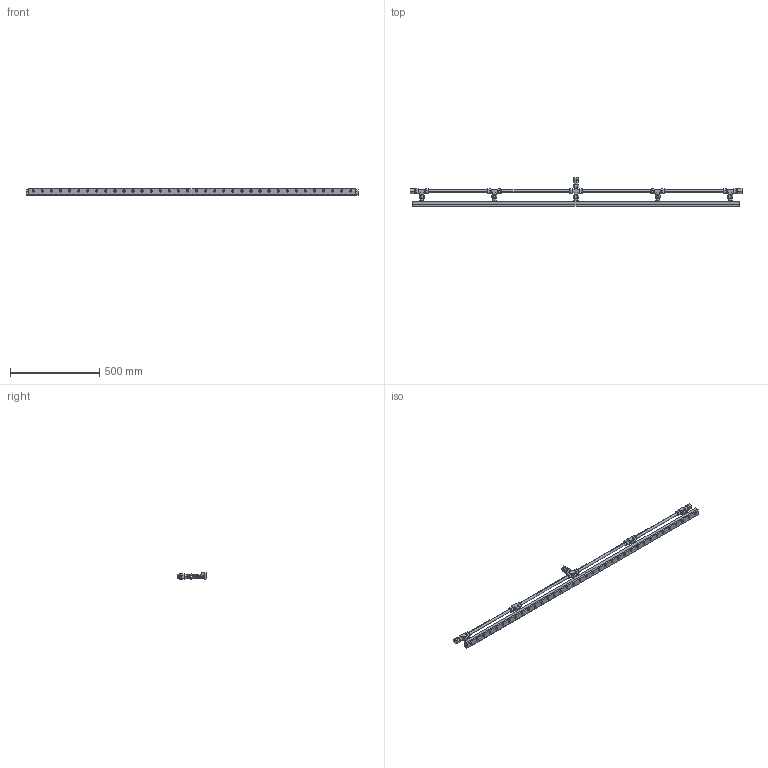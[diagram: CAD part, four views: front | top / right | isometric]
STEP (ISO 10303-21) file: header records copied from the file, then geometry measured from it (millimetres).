
FILE_DESCRIPTION(('STEP AP203'),'1');
FILE_NAME('110272ss-316pki.stp','2024-09-24T10:37:29',('TraceParts'),('TraceParts S.A.'),'Spatial InterOp 3D',' ',' ');
FILE_SCHEMA(('CONFIG_CONTROL_DESIGN'));
Length unit declared in the file: millimetre
Products named in the file (1): 1
Bounding box: 1859.28 x 158.41 x 39.02 mm (x, y, z)
Volume: 1963259.1 mm3; surface area: 670281.9 mm2
Topology: 56 solids, 56 shells, 1851 faces, 4558 edges, 2955 vertices
Faces by surface type: plane 901, cylinder 652, cone 154, torus 144
Entity records: 55163 total; most frequent: DIRECTION 10051, CARTESIAN_POINT 9920, ORIENTED_EDGE 8964, EDGE_CURVE 4482, AXIS2_PLACEMENT_3D 3950, VERTEX_POINT 2955, EDGE_LOOP 2263, LINE 2151
